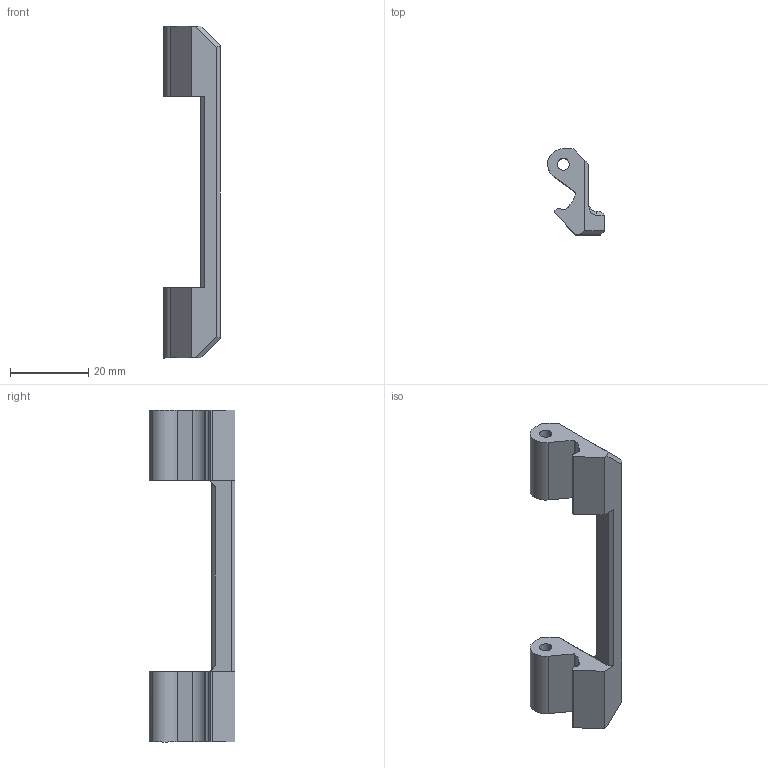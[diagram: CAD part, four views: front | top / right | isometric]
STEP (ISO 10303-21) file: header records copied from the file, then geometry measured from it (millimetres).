
FILE_DESCRIPTION(/* description */ ('Общая защелка'),/* implementation_level */ '2;1');
FILE_NAME(/* name */ 'UNIT_Latch-Handle.step',/* time_stamp */ '2025-09-27T11:29:14+03:00',/* author */ ('user'),/* organization */ (''),/* preprocessor_version */ 'ST-DEVELOPER v19.2',/* originating_system */ 'Autodesk Inventor 2024',/* authorisation */ '');
FILE_SCHEMA (('AUTOMOTIVE_DESIGN { 1 0 10303 214 3 1 1 }'));
Length unit declared in the file: millimetre
Products named in the file (1): Защелка двойная
Bounding box: 14.5 x 22 x 85 mm (x, y, z)
Volume: 7029.9 mm3; surface area: 4259.8 mm2
Topology: 1 solids, 1 shells, 68 faces, 184 edges, 118 vertices
Faces by surface type: plane 39, cylinder 17, bspline 12
Full cylindrical faces by diameter (mm): 3.1 x2
Entity records: 2459 total; most frequent: CARTESIAN_POINT 753, ORIENTED_EDGE 368, DIRECTION 308, EDGE_CURVE 184, LINE 130, VECTOR 130, VERTEX_POINT 118, AXIS2_PLACEMENT_3D 89
